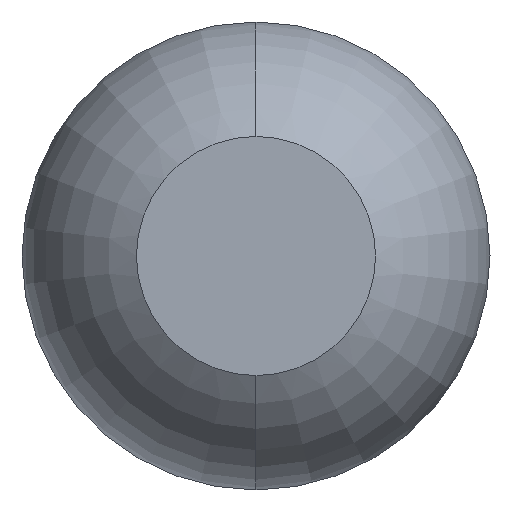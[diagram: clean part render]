
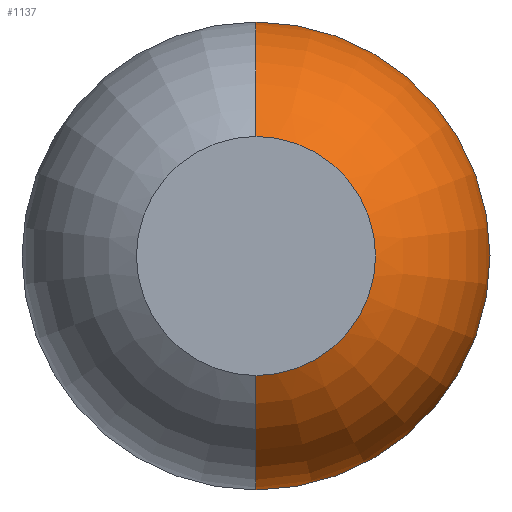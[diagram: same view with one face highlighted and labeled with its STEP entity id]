
A CAD part, front view. The second image highlights one B-rep face of the part: STEP entity #1137.
In plain terms, the highlighted toroidal (fillet/blend) face has major radius 0.035 mm and minor radius 0.65 mm.
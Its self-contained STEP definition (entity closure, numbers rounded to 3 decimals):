
#58 = CARTESIAN_POINT ( 'NONE',  ( 0., -24.431, 0.035 ) ) ;
#217 = CARTESIAN_POINT ( 'NONE',  ( 0., -24.431, -0.685 ) ) ;
#612 = CARTESIAN_POINT ( 'NONE',  ( 0., -25., 0. ) ) ;
#688 = CARTESIAN_POINT ( 'NONE',  ( 0., -24.431, 0. ) ) ;
#799 = VERTEX_POINT ( 'NONE', #1356 ) ;
#852 = ORIENTED_EDGE ( 'NONE', *, *, #3401, .F. ) ;
#1086 = AXIS2_PLACEMENT_3D ( 'NONE', #612, #1265, #1601 ) ;
#1113 = DIRECTION ( 'NONE',  ( 0., -1., 0. ) ) ;
#1137 = ADVANCED_FACE ( 'Defeature ausgef�hrt1_4', ( #1513 ), #2037, .T. ) ;
#1222 = EDGE_CURVE ( 'NONE', #3671, #1904, #1464, .T. ) ;
#1265 = DIRECTION ( 'NONE',  ( 0., -1., 0. ) ) ;
#1356 = CARTESIAN_POINT ( 'NONE',  ( 0., -24.431, 0.685 ) ) ;
#1464 = CIRCLE ( 'NONE', #2095, 0.65 ) ;
#1513 = FACE_OUTER_BOUND ( 'NONE', #3335, .T. ) ;
#1581 = DIRECTION ( 'NONE',  ( 0., -1., 0. ) ) ;
#1601 = DIRECTION ( 'NONE',  ( 0., 0., -1. ) ) ;
#1753 = AXIS2_PLACEMENT_3D ( 'NONE', #3500, #1581, #2228 ) ;
#1887 = CARTESIAN_POINT ( 'NONE',  ( 0., -25., -0.35 ) ) ;
#1904 = VERTEX_POINT ( 'NONE', #1887 ) ;
#1933 = CIRCLE ( 'NONE', #3657, 0.65 ) ;
#2037 = TOROIDAL_SURFACE ( 'NONE', #1753, 0.035, 0.65 ) ;
#2095 = AXIS2_PLACEMENT_3D ( 'NONE', #3544, #3253, #3861 ) ;
#2127 = CIRCLE ( 'NONE', #1086, 0.35 ) ;
#2228 = DIRECTION ( 'NONE',  ( 0., 0., -1. ) ) ;
#2378 = CIRCLE ( 'NONE', #3855, 0.685 ) ;
#2674 = CARTESIAN_POINT ( 'NONE',  ( 0., -25., 0.35 ) ) ;
#3253 = DIRECTION ( 'NONE',  ( -1., 0., 0. ) ) ;
#3312 = DIRECTION ( 'NONE',  ( 0., 0., -1. ) ) ;
#3335 = EDGE_LOOP ( 'NONE', ( #4102, #3745, #852, #4051 ) ) ;
#3368 = DIRECTION ( 'NONE',  ( 0., 0., -1. ) ) ;
#3401 = EDGE_CURVE ( 'Defeature ausgef�hrt1_10+Defeature ausgef�hrt1_4+Defeature ausgef�hrt1_4+Defeature ausgef�hrt1_4', #1904, #4139, #2127, .T. ) ;
#3500 = CARTESIAN_POINT ( 'NONE',  ( 0., -24.431, 0. ) ) ;
#3544 = CARTESIAN_POINT ( 'NONE',  ( 0., -24.431, -0.035 ) ) ;
#3657 = AXIS2_PLACEMENT_3D ( 'NONE', #58, #3939, #3312 ) ;
#3671 = VERTEX_POINT ( 'NONE', #217 ) ;
#3745 = ORIENTED_EDGE ( 'NONE', *, *, #3846, .T. ) ;
#3846 = EDGE_CURVE ( 'NONE', #799, #4139, #1933, .T. ) ;
#3855 = AXIS2_PLACEMENT_3D ( 'NONE', #688, #1113, #3368 ) ;
#3861 = DIRECTION ( 'NONE',  ( 0., 0., 1. ) ) ;
#3904 = EDGE_CURVE ( 'Defeature ausgef�hrt1_4+Defeature ausgef�hrt1_5+Defeature ausgef�hrt1_5+Defeature ausgef�hrt1_5', #3671, #799, #2378, .T. ) ;
#3939 = DIRECTION ( 'NONE',  ( 1., 0., 0. ) ) ;
#4051 = ORIENTED_EDGE ( 'NONE', *, *, #1222, .F. ) ;
#4102 = ORIENTED_EDGE ( 'NONE', *, *, #3904, .T. ) ;
#4139 = VERTEX_POINT ( 'NONE', #2674 ) ;
